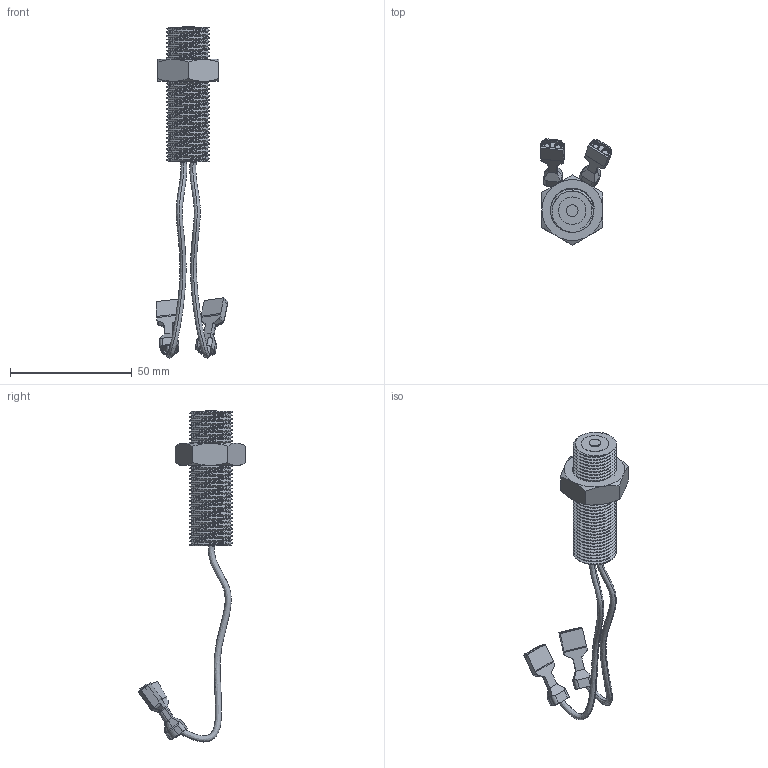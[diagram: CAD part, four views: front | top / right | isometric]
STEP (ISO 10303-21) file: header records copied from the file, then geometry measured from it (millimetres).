
FILE_DESCRIPTION (( 'STEP AP203' ), '1' );
FILE_NAME ('V10-assembly.STEP', '2020-05-29T14:00:20', ( '' ), ( '' ), 'SwSTEP 2.0', 'SolidWorks 2019', '' );
FILE_SCHEMA (( 'CONFIG_CONTROL_DESIGN' ));
Length unit declared in the file: millimetre
Products named in the file (4): amp; V10-bolt; V10-nut; V10-assembly
Assembly tree (4 placements, depth 2):
  V10-assembly
    V10-bolt
    V10-nut
    amp  x2
Bounding box: 29.53 x 43.9 x 136.25 mm (x, y, z)
Volume: 17585.7 mm3; surface area: 10294.6 mm2
Topology: 4 solids, 4 shells, 389 faces, 1031 edges, 658 vertices
Faces by surface type: cylinder 167, plane 118, bspline 78, cone 22, torus 4
Entity records: 18767 total; most frequent: CARTESIAN_POINT 12773, ORIENTED_EDGE 1382, DIRECTION 927, EDGE_CURVE 691, VERTEX_POINT 444, AXIS2_PLACEMENT_3D 334, EDGE_LOOP 267, LINE 259
